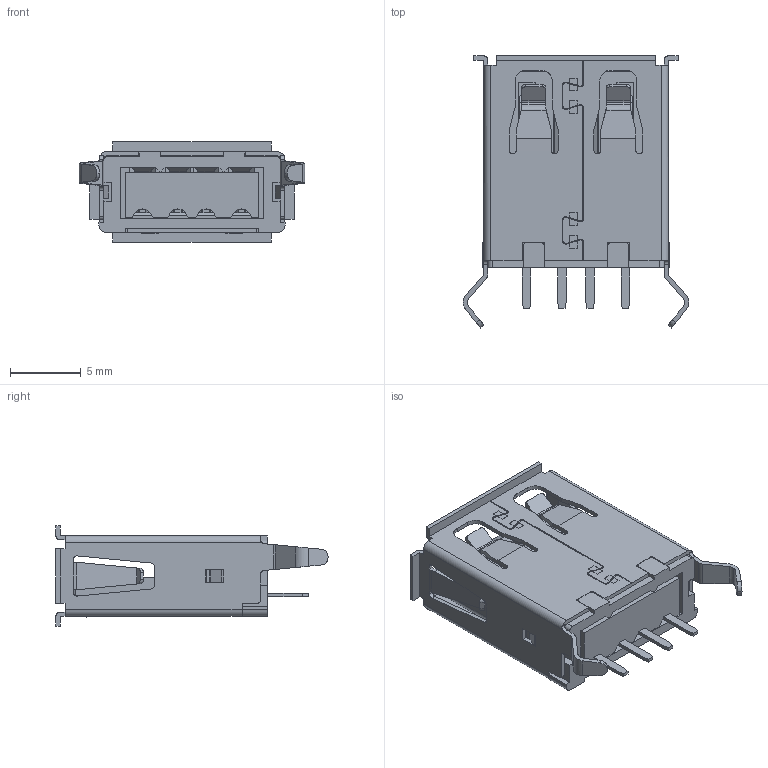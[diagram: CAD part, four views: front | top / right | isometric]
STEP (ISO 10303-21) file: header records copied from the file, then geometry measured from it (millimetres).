
FILE_DESCRIPTION (( 'STEP AP214' ), '1' );
FILE_NAME ('690E104-243-021.STEP', '2021-01-14T12:48:17', ( '' ), ( '' ), 'SwSTEP 2.0', 'SolidWorks 2020', '' );
FILE_SCHEMA (( 'AUTOMOTIVE_DESIGN' ));
Length unit declared in the file: millimetre
Products named in the file (5): 690E104-243-021; Insulator1 690E104-X43-02X_Black; Contact 690E104-X43-02X; Insulator2 690E104-X43-02X_Black; Shell 690-104EX43-02X
Assembly tree (7 placements, depth 2):
  690E104-243-021
    Insulator2 690E104-X43-02X_Black
    Shell 690-104EX43-02X
    Contact 690E104-X43-02X  x4
    Insulator1 690E104-X43-02X_Black
Bounding box: 16 x 19.3 x 7.12 mm (x, y, z)
Volume: 620.4 mm3; surface area: 2264.1 mm2
Topology: 7 solids, 7 shells, 825 faces, 2411 edges, 1590 vertices
Faces by surface type: plane 618, cylinder 207
Entity records: 23103 total; most frequent: CARTESIAN_POINT 5606, ORIENTED_EDGE 3922, DIRECTION 3127, EDGE_CURVE 1961, VECTOR 1549, LINE 1549, VERTEX_POINT 1290, AXIS2_PLACEMENT_3D 789
